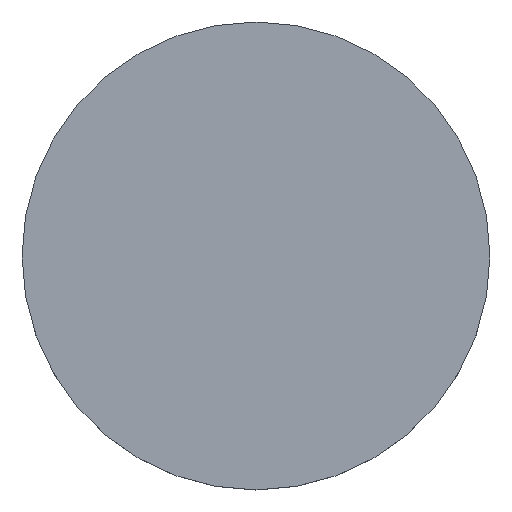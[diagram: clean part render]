
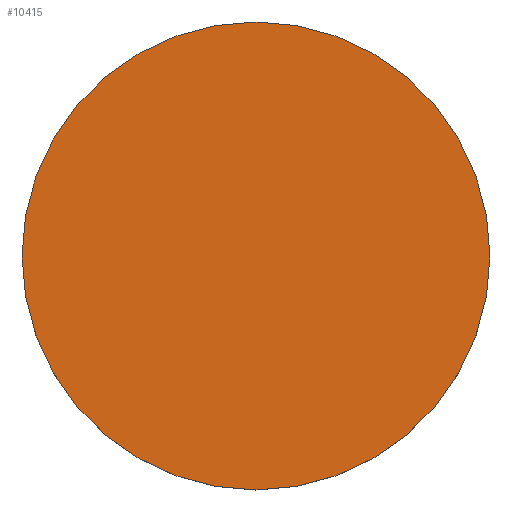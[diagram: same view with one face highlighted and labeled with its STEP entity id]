
A CAD part, top view. The second image highlights one B-rep face of the part: STEP entity #10415.
In plain terms, the highlighted planar face has unit normal (0, 0, 1).
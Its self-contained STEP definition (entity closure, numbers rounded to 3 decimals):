
#10148=CARTESIAN_POINT('',(0.,0.,0.));
#10149=DIRECTION('',(0.,0.,1.));
#10150=DIRECTION('',(-1.,0.,0.));
#10151=AXIS2_PLACEMENT_3D('',#10148,#10149,#10150);
#10153=CARTESIAN_POINT('',(0.,0.,0.));
#10154=DIRECTION('',(0.,0.,-1.));
#10155=DIRECTION('',(-1.,0.,0.));
#10156=AXIS2_PLACEMENT_3D('',#10153,#10154,#10155);
#10199=CARTESIAN_POINT('',(-70.,0.,0.));
#10201=VERTEX_POINT('',#10199);
#10207=CARTESIAN_POINT('',(70.,0.,0.));
#10209=VERTEX_POINT('',#10207);
#10406=CARTESIAN_POINT('',(0.,0.,0.));
#10407=DIRECTION('',(0.,0.,-1.));
#10408=DIRECTION('',(1.,0.,0.));
#10409=AXIS2_PLACEMENT_3D('',#10406,#10407,#10408);
#10410=PLANE('',#10409);
#10411=ORIENTED_EDGE('',*,*,#10385,.F.);
#10412=ORIENTED_EDGE('',*,*,#10401,.T.);
#10413=EDGE_LOOP('',(#10411,#10412));
#10414=FACE_OUTER_BOUND('',#10413,.F.);
#10415=ADVANCED_FACE('',(#10414),#10410,.F.);
#10152=CIRCLE('',#10151,70.);
#10157=CIRCLE('',#10156,70.);
#10385=EDGE_CURVE('',#10201,#10209,#10152,.T.);
#10401=EDGE_CURVE('',#10201,#10209,#10157,.T.);
